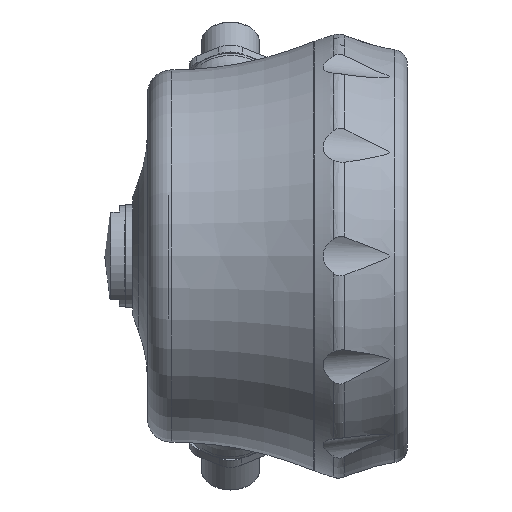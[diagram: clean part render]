
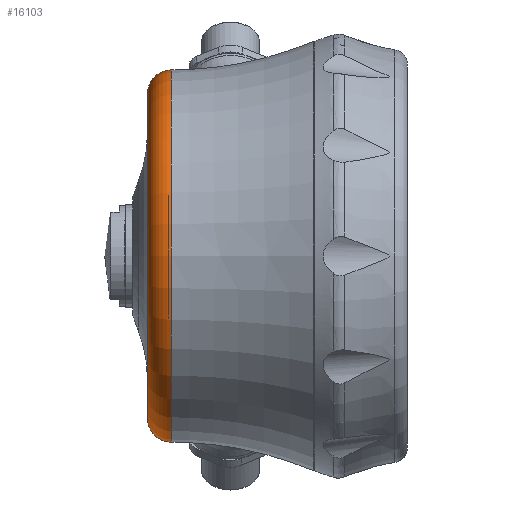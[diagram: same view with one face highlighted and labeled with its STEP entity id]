
A CAD part, front view. The second image highlights one B-rep face of the part: STEP entity #16103.
In plain terms, the highlighted toroidal (fillet/blend) face has major radius 33.267 mm and minor radius 4.9 mm.
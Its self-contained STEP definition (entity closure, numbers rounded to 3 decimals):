
#167=TOROIDAL_SURFACE('',#17158,33.266,4.9);
#3813=ORIENTED_EDGE('',*,*,#5931,.T.);
#3814=ORIENTED_EDGE('',*,*,#5935,.F.);
#5931=EDGE_CURVE('',#7207,#7207,#7910,.T.);
#5935=EDGE_CURVE('',#7210,#7210,#7914,.T.);
#7207=VERTEX_POINT('',#24790);
#7210=VERTEX_POINT('',#24801);
#7910=CIRCLE('',#17151,33.266);
#7914=CIRCLE('',#17159,38.166);
#8829=EDGE_LOOP('',(#3813));
#8830=EDGE_LOOP('',(#3814));
#9863=FACE_BOUND('',#8829,.T.);
#9864=FACE_BOUND('',#8830,.T.);
#16103=ADVANCED_FACE('',(#9863,#9864),#167,.T.);
#17151=AXIS2_PLACEMENT_3D('',#24789,#19666,#19667);
#17158=AXIS2_PLACEMENT_3D('',#24799,#19680,#19681);
#17159=AXIS2_PLACEMENT_3D('',#24800,#19682,#19683);
#19666=DIRECTION('',(1.,0.,0.));
#19667=DIRECTION('',(0.,1.,0.));
#19680=DIRECTION('',(1.,0.,0.));
#19681=DIRECTION('',(0.,-1.,0.006));
#19682=DIRECTION('',(1.,0.,0.));
#19683=DIRECTION('',(0.,-1.,0.));
#24789=CARTESIAN_POINT('',(-19.,-87.4,0.));
#24790=CARTESIAN_POINT('',(-19.,-54.134,0.));
#24799=CARTESIAN_POINT('',(-14.1,-87.4,0.));
#24800=CARTESIAN_POINT('',(-14.1,-87.4,0.));
#24801=CARTESIAN_POINT('',(-14.1,-125.566,0.));
